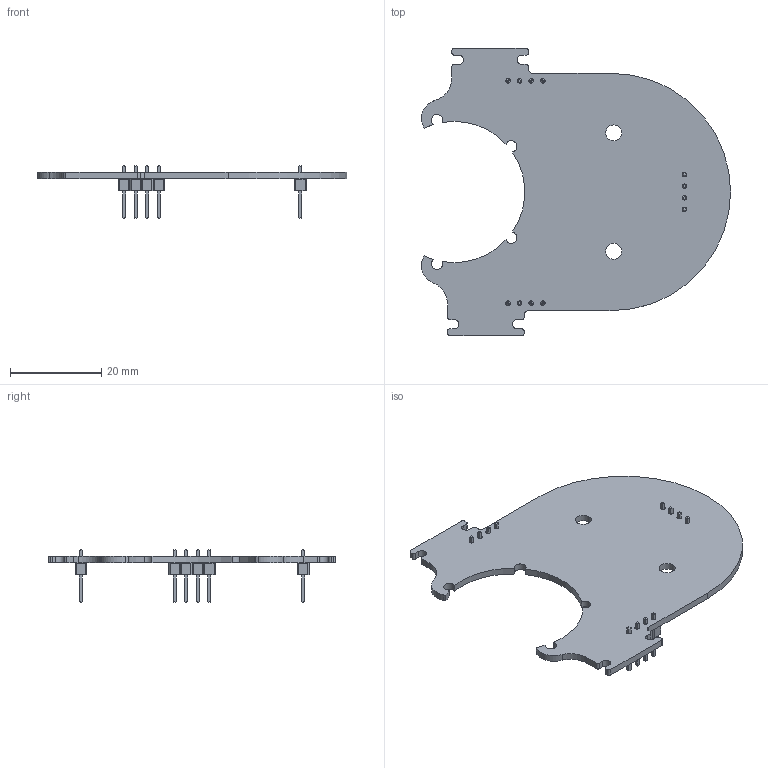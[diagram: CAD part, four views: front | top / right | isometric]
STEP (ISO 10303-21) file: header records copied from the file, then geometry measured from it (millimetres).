
FILE_DESCRIPTION(('KiCad electronic assembly'),'2;1');
FILE_NAME('Top Plate.step','2026-02-05T08:52:14',('Pcbnew'),('Kicad'), 'Open CASCADE STEP processor 7.8','KiCad to STEP converter','Unknown' );
FILE_SCHEMA(('AUTOMOTIVE_DESIGN { 1 0 10303 214 1 1 1 1 }'));
Length unit declared in the file: millimetre
Products named in the file (3): Top Plate 1; PinHeader_1x04_P2.54mm_Vertical; Trackball_PCB
Assembly tree (4 placements, depth 2):
  Top Plate 1
    PinHeader_1x04_P2.54mm_Vertical  x3
    Trackball_PCB
Bounding box: 67.79 x 62.99 x 11.54 mm (x, y, z)
Volume: 4303.1 mm3; surface area: 6538.7 mm2
Topology: 4 solids, 4 shells, 376 faces, 936 edges, 592 vertices
Faces by surface type: plane 328, cylinder 48
Full cylindrical faces by diameter (mm): 1 x12, 3.5 x2
Entity records: 6172 total; most frequent: CARTESIAN_POINT 937, ORIENTED_EDGE 920, DIRECTION 918, EDGE_CURVE 460, LINE 364, VECTOR 364, VERTEX_POINT 296, AXIS2_PLACEMENT_3D 277
